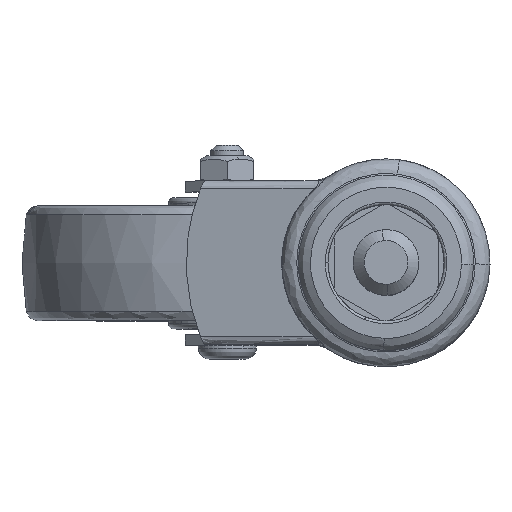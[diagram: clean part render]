
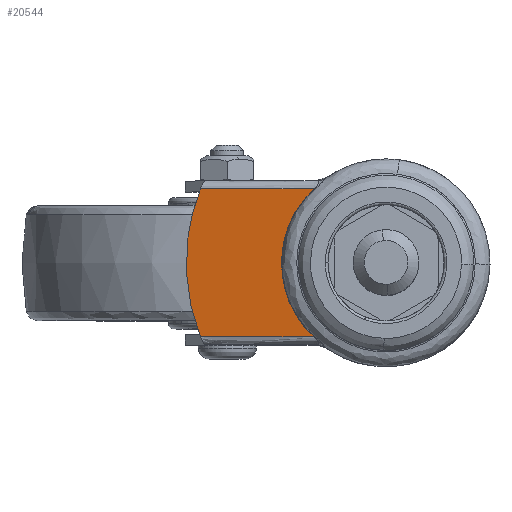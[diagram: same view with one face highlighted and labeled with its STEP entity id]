
A CAD part, top view. The second image highlights one B-rep face of the part: STEP entity #20544.
In plain terms, the highlighted free-form (B-spline) face has degree [1, 1] with [2, 2] control points.
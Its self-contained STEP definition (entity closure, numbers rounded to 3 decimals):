
#17230=CARTESIAN_POINT('',(15.891,13.5,46.568));
#17231=VERTEX_POINT('',#17230);
#17833=CARTESIAN_POINT('',(15.891,-13.5,46.568));
#17834=VERTEX_POINT('',#17833);
#17850=CARTESIAN_POINT('',(15.891,-13.5,46.568));
#17851=CARTESIAN_POINT('',(13.029,-11.032,46.064));
#17852=CARTESIAN_POINT('',(11.452,-7.404,45.786));
#17853=CARTESIAN_POINT('',(9.92,-3.88,45.515));
#17854=CARTESIAN_POINT('',(9.925,0.023,45.516));
#17855=CARTESIAN_POINT('',(9.929,3.916,45.517));
#17856=CARTESIAN_POINT('',(11.463,7.43,45.788));
#17857=CARTESIAN_POINT('',(12.227,9.179,45.922));
#17858=CARTESIAN_POINT('',(13.347,10.721,46.12));
#17859=CARTESIAN_POINT('',(14.485,12.287,46.32));
#17860=CARTESIAN_POINT('',(15.891,13.5,46.568));
#17861=B_SPLINE_CURVE_WITH_KNOTS('',2,(#17850,#17851,#17852,#17853,#17854,#17855,#17856,#17857,#17858,#17859,#17860),.UNSPECIFIED.,.F.,.U.,(3,2,2,2,2,3),(0.0,0.25,0.5,0.75,0.875,1.0),.UNSPECIFIED.);
#17862=EDGE_CURVE('',#17834,#17231,#17861,.T.);
#19363=CARTESIAN_POINT('',(-4.919,-13.5,42.899));
#19364=VERTEX_POINT('',#19363);
#19365=CARTESIAN_POINT('',(-4.919,-13.5,42.899));
#19366=CARTESIAN_POINT('',(15.891,-13.5,46.568));
#19367=QUASI_UNIFORM_CURVE('',1,(#19365,#19366),.UNSPECIFIED.,.F.,.U.);
#19368=EDGE_CURVE('',#19364,#17834,#19367,.T.);
#19658=CARTESIAN_POINT('',(-4.919,13.5,42.899));
#19659=VERTEX_POINT('',#19658);
#19689=CARTESIAN_POINT('',(15.891,13.5,46.568));
#19690=CARTESIAN_POINT('',(-4.919,13.5,42.899));
#19691=QUASI_UNIFORM_CURVE('',1,(#19689,#19690),.UNSPECIFIED.,.F.,.U.);
#19692=EDGE_CURVE('',#17231,#19659,#19691,.T.);
#20484=CARTESIAN_POINT('',(-4.919,-13.5,42.899));
#20485=CARTESIAN_POINT('',(-10.283,0.,41.953));
#20486=CARTESIAN_POINT('',(-4.919,13.5,42.899));
#20494=(BOUNDED_CURVE()B_SPLINE_CURVE(2,(#20484,#20485,#20486),.UNSPECIFIED.,.F.,.U.)CURVE()GEOMETRIC_REPRESENTATION_ITEM()QUASI_UNIFORM_CURVE()RATIONAL_B_SPLINE_CURVE((1.0,0.927,1.0))REPRESENTATION_ITEM(''));
#20495=EDGE_CURVE('',#19364,#19659,#20494,.T.);
#20533=CARTESIAN_POINT('',(17.06,-14.849,46.774));
#20534=CARTESIAN_POINT('',(-8.668,-14.849,42.238));
#20535=CARTESIAN_POINT('',(17.06,14.849,46.774));
#20536=CARTESIAN_POINT('',(-8.668,14.849,42.238));
#20537=B_SPLINE_SURFACE_WITH_KNOTS('',1,1,((#20533,#20535),(#20534,#20536)),.UNSPECIFIED.,.F.,.F.,.U.,(2,2),(2,2),(0.0,26.125),(0.0,29.697),.UNSPECIFIED.);
#20538=ORIENTED_EDGE('',*,*,#19368,.T.);
#20539=ORIENTED_EDGE('',*,*,#17862,.T.);
#20540=ORIENTED_EDGE('',*,*,#19692,.T.);
#20541=ORIENTED_EDGE('',*,*,#20495,.F.);
#20542=EDGE_LOOP('',(#20538,#20539,#20540,#20541));
#20543=FACE_OUTER_BOUND('',#20542,.T.);
#20544=ADVANCED_FACE('',(#20543),#20537,.F.);
